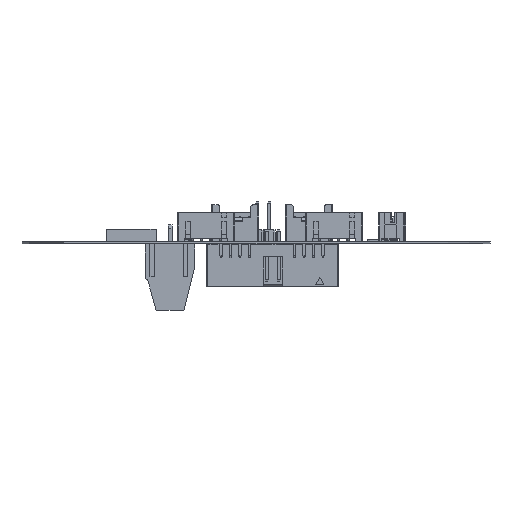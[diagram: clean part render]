
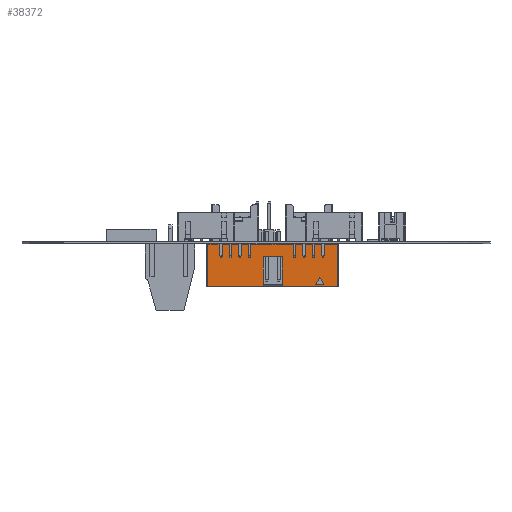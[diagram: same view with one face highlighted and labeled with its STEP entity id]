
A CAD part, front view. The second image highlights one B-rep face of the part: STEP entity #38372.
In plain terms, the highlighted planar face has unit normal (0, -1, 0).
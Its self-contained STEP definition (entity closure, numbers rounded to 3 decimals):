
#38372 = ADVANCED_FACE('',(#38373,#38508),#38534,.F.);
#38373 = FACE_BOUND('',#38374,.T.);
#38374 = EDGE_LOOP('',(#38375,#38385,#38393,#38401,#38409,#38418,#38426,
    #38435,#38443,#38452,#38460,#38468,#38476,#38484,#38493,#38501));
#38375 = ORIENTED_EDGE('',*,*,#38376,.T.);
#38376 = EDGE_CURVE('',#38377,#38379,#38381,.T.);
#38377 = VERTEX_POINT('',#38378);
#38378 = CARTESIAN_POINT('',(6.89,-3.08,2.77));
#38379 = VERTEX_POINT('',#38380);
#38380 = CARTESIAN_POINT('',(6.89,-3.08,9.07));
#38381 = LINE('',#38382,#38383);
#38382 = CARTESIAN_POINT('',(6.89,-3.08,2.67));
#38383 = VECTOR('',#38384,1.);
#38384 = DIRECTION('',(0.,0.,1.));
#38385 = ORIENTED_EDGE('',*,*,#38386,.T.);
#38386 = EDGE_CURVE('',#38379,#38387,#38389,.T.);
#38387 = VERTEX_POINT('',#38388);
#38388 = CARTESIAN_POINT('',(-4.88,-3.08,9.07));
#38389 = LINE('',#38390,#38391);
#38390 = CARTESIAN_POINT('',(-4.88,-3.08,9.07));
#38391 = VECTOR('',#38392,1.);
#38392 = DIRECTION('',(-1.,0.,0.));
#38393 = ORIENTED_EDGE('',*,*,#38394,.T.);
#38394 = EDGE_CURVE('',#38387,#38395,#38397,.T.);
#38395 = VERTEX_POINT('',#38396);
#38396 = CARTESIAN_POINT('',(-4.88,-3.08,0.17));
#38397 = LINE('',#38398,#38399);
#38398 = CARTESIAN_POINT('',(-4.88,-3.08,9.17));
#38399 = VECTOR('',#38400,1.);
#38400 = DIRECTION('',(0.,0.,-1.));
#38401 = ORIENTED_EDGE('',*,*,#38402,.T.);
#38402 = EDGE_CURVE('',#38395,#38403,#38405,.T.);
#38403 = VERTEX_POINT('',#38404);
#38404 = CARTESIAN_POINT('',(-2.83,-3.08,0.17));
#38405 = LINE('',#38406,#38407);
#38406 = CARTESIAN_POINT('',(-4.88,-3.08,0.17));
#38407 = VECTOR('',#38408,1.);
#38408 = DIRECTION('',(1.,0.,0.));
#38409 = ORIENTED_EDGE('',*,*,#38410,.F.);
#38410 = EDGE_CURVE('',#38411,#38403,#38413,.T.);
#38411 = VERTEX_POINT('',#38412);
#38412 = CARTESIAN_POINT('',(-2.33,-3.08,0.17));
#38413 = CIRCLE('',#38414,0.283);
#38414 = AXIS2_PLACEMENT_3D('',#38415,#38416,#38417);
#38415 = CARTESIAN_POINT('',(-2.58,-3.08,0.303));
#38416 = DIRECTION('',(0.,1.,0.));
#38417 = DIRECTION('',(0.,0.,1.));
#38418 = ORIENTED_EDGE('',*,*,#38419,.T.);
#38419 = EDGE_CURVE('',#38411,#38420,#38422,.T.);
#38420 = VERTEX_POINT('',#38421);
#38421 = CARTESIAN_POINT('',(8.64,-3.08,0.17));
#38422 = LINE('',#38423,#38424);
#38423 = CARTESIAN_POINT('',(-4.88,-3.08,0.17));
#38424 = VECTOR('',#38425,1.);
#38425 = DIRECTION('',(1.,0.,0.));
#38426 = ORIENTED_EDGE('',*,*,#38427,.F.);
#38427 = EDGE_CURVE('',#38428,#38420,#38430,.T.);
#38428 = VERTEX_POINT('',#38429);
#38429 = CARTESIAN_POINT('',(9.14,-3.08,0.17));
#38430 = CIRCLE('',#38431,0.283);
#38431 = AXIS2_PLACEMENT_3D('',#38432,#38433,#38434);
#38432 = CARTESIAN_POINT('',(8.89,-3.08,0.303));
#38433 = DIRECTION('',(0.,1.,0.));
#38434 = DIRECTION('',(0.,0.,-1.));
#38435 = ORIENTED_EDGE('',*,*,#38436,.T.);
#38436 = EDGE_CURVE('',#38428,#38437,#38439,.T.);
#38437 = VERTEX_POINT('',#38438);
#38438 = CARTESIAN_POINT('',(20.11,-3.08,0.17));
#38439 = LINE('',#38440,#38441);
#38440 = CARTESIAN_POINT('',(-4.88,-3.08,0.17));
#38441 = VECTOR('',#38442,1.);
#38442 = DIRECTION('',(1.,0.,0.));
#38443 = ORIENTED_EDGE('',*,*,#38444,.F.);
#38444 = EDGE_CURVE('',#38445,#38437,#38447,.T.);
#38445 = VERTEX_POINT('',#38446);
#38446 = CARTESIAN_POINT('',(20.61,-3.08,0.17));
#38447 = CIRCLE('',#38448,0.283);
#38448 = AXIS2_PLACEMENT_3D('',#38449,#38450,#38451);
#38449 = CARTESIAN_POINT('',(20.36,-3.08,0.303));
#38450 = DIRECTION('',(0.,1.,0.));
#38451 = DIRECTION('',(0.,0.,-1.));
#38452 = ORIENTED_EDGE('',*,*,#38453,.T.);
#38453 = EDGE_CURVE('',#38445,#38454,#38456,.T.);
#38454 = VERTEX_POINT('',#38455);
#38455 = CARTESIAN_POINT('',(22.66,-3.08,0.17));
#38456 = LINE('',#38457,#38458);
#38457 = CARTESIAN_POINT('',(-4.88,-3.08,0.17));
#38458 = VECTOR('',#38459,1.);
#38459 = DIRECTION('',(1.,0.,0.));
#38460 = ORIENTED_EDGE('',*,*,#38461,.F.);
#38461 = EDGE_CURVE('',#38462,#38454,#38464,.T.);
#38462 = VERTEX_POINT('',#38463);
#38463 = CARTESIAN_POINT('',(22.66,-3.08,9.07));
#38464 = LINE('',#38465,#38466);
#38465 = CARTESIAN_POINT('',(22.66,-3.08,9.17));
#38466 = VECTOR('',#38467,1.);
#38467 = DIRECTION('',(0.,0.,-1.));
#38468 = ORIENTED_EDGE('',*,*,#38469,.T.);
#38469 = EDGE_CURVE('',#38462,#38470,#38472,.T.);
#38470 = VERTEX_POINT('',#38471);
#38471 = CARTESIAN_POINT('',(10.89,-3.08,9.07));
#38472 = LINE('',#38473,#38474);
#38473 = CARTESIAN_POINT('',(10.89,-3.08,9.07));
#38474 = VECTOR('',#38475,1.);
#38475 = DIRECTION('',(-1.,0.,0.));
#38476 = ORIENTED_EDGE('',*,*,#38477,.F.);
#38477 = EDGE_CURVE('',#38478,#38470,#38480,.T.);
#38478 = VERTEX_POINT('',#38479);
#38479 = CARTESIAN_POINT('',(10.89,-3.08,2.77));
#38480 = LINE('',#38481,#38482);
#38481 = CARTESIAN_POINT('',(10.89,-3.08,2.67));
#38482 = VECTOR('',#38483,1.);
#38483 = DIRECTION('',(0.,0.,1.));
#38484 = ORIENTED_EDGE('',*,*,#38485,.T.);
#38485 = EDGE_CURVE('',#38478,#38486,#38488,.T.);
#38486 = VERTEX_POINT('',#38487);
#38487 = CARTESIAN_POINT('',(10.79,-3.08,2.67));
#38488 = CIRCLE('',#38489,0.1);
#38489 = AXIS2_PLACEMENT_3D('',#38490,#38491,#38492);
#38490 = CARTESIAN_POINT('',(10.79,-3.08,2.77));
#38491 = DIRECTION('',(0.,1.,0.));
#38492 = DIRECTION('',(0.,0.,1.));
#38493 = ORIENTED_EDGE('',*,*,#38494,.T.);
#38494 = EDGE_CURVE('',#38486,#38495,#38497,.T.);
#38495 = VERTEX_POINT('',#38496);
#38496 = CARTESIAN_POINT('',(6.99,-3.08,2.67));
#38497 = LINE('',#38498,#38499);
#38498 = CARTESIAN_POINT('',(22.66,-3.08,2.67));
#38499 = VECTOR('',#38500,1.);
#38500 = DIRECTION('',(-1.,0.,0.));
#38501 = ORIENTED_EDGE('',*,*,#38502,.T.);
#38502 = EDGE_CURVE('',#38495,#38377,#38503,.T.);
#38503 = CIRCLE('',#38504,0.1);
#38504 = AXIS2_PLACEMENT_3D('',#38505,#38506,#38507);
#38505 = CARTESIAN_POINT('',(6.99,-3.08,2.77));
#38506 = DIRECTION('',(0.,1.,0.));
#38507 = DIRECTION('',(0.,0.,1.));
#38508 = FACE_BOUND('',#38509,.T.);
#38509 = EDGE_LOOP('',(#38510,#38520,#38528));
#38510 = ORIENTED_EDGE('',*,*,#38511,.T.);
#38511 = EDGE_CURVE('',#38512,#38514,#38516,.T.);
#38512 = VERTEX_POINT('',#38513);
#38513 = CARTESIAN_POINT('',(-0.214,-3.08,8.57));
#38514 = VERTEX_POINT('',#38515);
#38515 = CARTESIAN_POINT('',(-1.08,-3.08,7.07));
#38516 = LINE('',#38517,#38518);
#38517 = CARTESIAN_POINT('',(-1.121,-3.08,7.));
#38518 = VECTOR('',#38519,1.);
#38519 = DIRECTION('',(-0.5,0.,-0.866));
#38520 = ORIENTED_EDGE('',*,*,#38521,.T.);
#38521 = EDGE_CURVE('',#38514,#38522,#38524,.T.);
#38522 = VERTEX_POINT('',#38523);
#38523 = CARTESIAN_POINT('',(-1.946,-3.08,8.57));
#38524 = LINE('',#38525,#38526);
#38525 = CARTESIAN_POINT('',(-2.939,-3.08,10.29));
#38526 = VECTOR('',#38527,1.);
#38527 = DIRECTION('',(-0.5,0.,0.866));
#38528 = ORIENTED_EDGE('',*,*,#38529,.T.);
#38529 = EDGE_CURVE('',#38522,#38512,#38530,.T.);
#38530 = LINE('',#38531,#38532);
#38531 = CARTESIAN_POINT('',(-4.88,-3.08,8.57));
#38532 = VECTOR('',#38533,1.);
#38533 = DIRECTION('',(1.,0.,0.));
#38534 = PLANE('',#38535);
#38535 = AXIS2_PLACEMENT_3D('',#38536,#38537,#38538);
#38536 = CARTESIAN_POINT('',(-4.88,-3.08,9.17));
#38537 = DIRECTION('',(0.,1.,0.));
#38538 = DIRECTION('',(0.,0.,1.));
